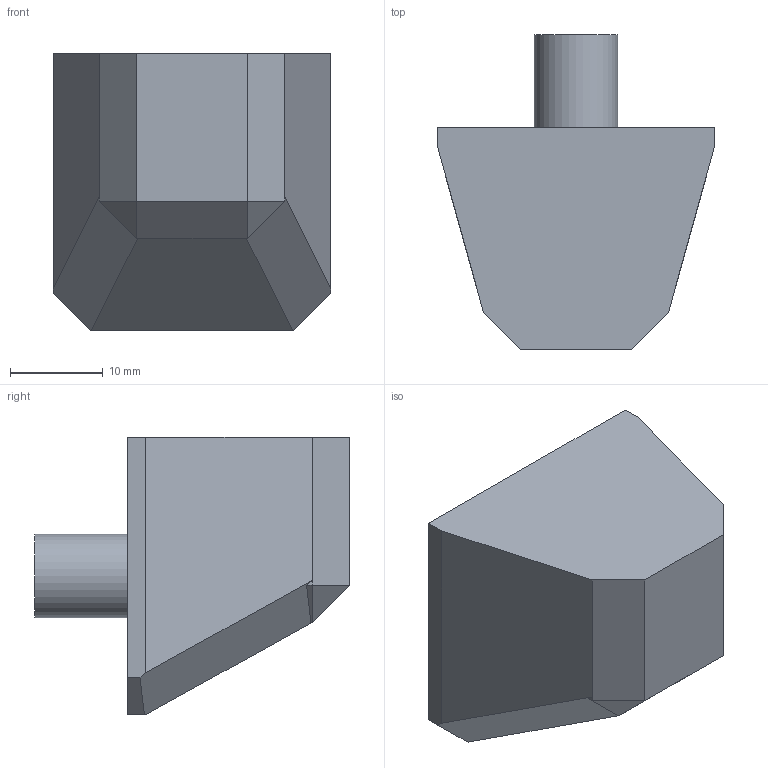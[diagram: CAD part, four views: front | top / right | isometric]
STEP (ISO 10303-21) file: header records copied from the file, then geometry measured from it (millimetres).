
FILE_DESCRIPTION(/* description */ (''),/* implementation_level */ '2;1');
FILE_NAME(/* name */ 'case-foot.stp',/* time_stamp */ '2021-12-11T18:26:46-05:00',/* author */ ('Apex'),/* organization */ (''),/* preprocessor_version */ 'ST-DEVELOPER v18.1',/* originating_system */ 'Autodesk Inventor 2021',/* authorisation */ '');
FILE_SCHEMA (('AUTOMOTIVE_DESIGN { 1 0 10303 214 3 1 1 }'));
Length unit declared in the file: millimetre
Products named in the file (1): case-foot
Bounding box: 30 x 34 x 30 mm (x, y, z)
Volume: 14609.3 mm3; surface area: 3744.6 mm2
Topology: 1 solids, 1 shells, 26 faces, 59 edges, 36 vertices
Faces by surface type: plane 25, cylinder 1
Full cylindrical faces by diameter (mm): 9 x1
Entity records: 746 total; most frequent: CARTESIAN_POINT 122, ORIENTED_EDGE 118, DIRECTION 115, EDGE_CURVE 59, LINE 57, VECTOR 57, VERTEX_POINT 36, AXIS2_PLACEMENT_3D 29
